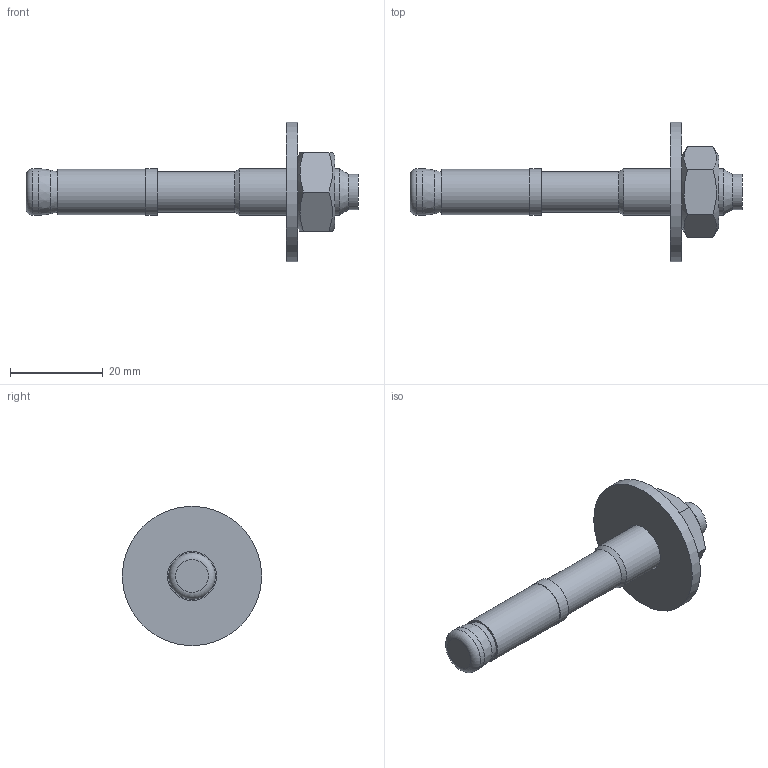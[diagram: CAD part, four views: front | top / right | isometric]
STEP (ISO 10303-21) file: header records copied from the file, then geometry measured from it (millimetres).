
FILE_DESCRIPTION (( 'STEP AP214' ), '1' );
FILE_NAME ('3498689.stp', '2024-01-05T10:45:15', ( '' ), ( '' ), 'SwSTEP 2.0', 'SolidWorks 2022', '' );
FILE_SCHEMA (( 'AUTOMOTIVE_DESIGN' ));
Length unit declared in the file: millimetre
Products named in the file (6): 20205301_BZ3-U_M10x70_0-10_vz(2)^P_0000016468_1_Standard; Clip Dummy M12^20205301_BZ3-U_M10x70_0-10_vz(2)_P_0000016468_1_Standard; 3498689; ISO 7093-1 - 10^20205301_BZ3-U_M10x70_0-10_vz(2)_P_0000016468_1_Standard; DIN 934 - M10^20205301_BZ3-U_M10x70_0-10_vz(2)_P_0000016468_1_Standard; 1G2051B4^20205301_BZ3-U_M10x70_0-10_vz(2)_P_0000016468_1_Standard
Assembly tree (5 placements, depth 3):
  3498689
    20205301_BZ3-U_M10x70_0-10_vz(2)^P_0000016468_1_Standard
      1G2051B4^20205301_BZ3-U_M10x70_0-10_vz(2)_P_0000016468_1_Standard
      Clip Dummy M12^20205301_BZ3-U_M10x70_0-10_vz(2)_P_0000016468_1_Standard
      DIN 934 - M10^20205301_BZ3-U_M10x70_0-10_vz(2)_P_0000016468_1_Standard
      ISO 7093-1 - 10^20205301_BZ3-U_M10x70_0-10_vz(2)_P_0000016468_1_Standard
Bounding box: 71.5 x 30 x 30 mm (x, y, z)
Volume: 8113.2 mm3; surface area: 5764.7 mm2
Topology: 4 solids, 4 shells, 37 faces, 71 edges, 44 vertices
Faces by surface type: plane 16, cylinder 11, cone 8, bspline 1, torus 1
Full cylindrical faces by diameter (mm): 6.75 x1, 7 x1, 7.6 x1, 8.376 x1, 8.85 x1, 9.8 x1, 10 x3, 10.5 x1, 30 x1
Entity records: 1048 total; most frequent: CARTESIAN_POINT 184, DIRECTION 154, ORIENTED_EDGE 94, AXIS2_PLACEMENT_3D 74, EDGE_LOOP 66, FACE_OUTER_BOUND 50, EDGE_CURVE 47, VERTEX_POINT 41
